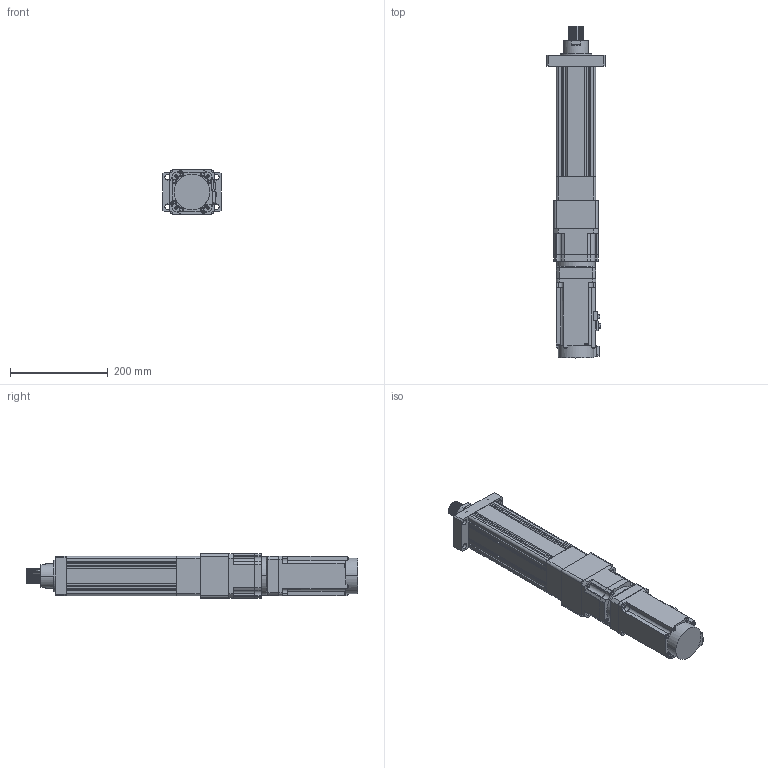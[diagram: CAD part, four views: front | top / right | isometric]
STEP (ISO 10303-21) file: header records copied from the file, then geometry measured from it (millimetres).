
FILE_DESCRIPTION (( 'STEP AP203' ), '1' );
FILE_NAME ('RLA80-10QF-12.7KN-L100-50mm-s.STEP', '2025-02-06T02:39:12', ( '微软用户' ), ( '微软中国' ), 'SwSTEP 2.0', 'SolidWorks 2022', '' );
FILE_SCHEMA (( 'CONFIG_CONTROL_DESIGN' ));
Length unit declared in the file: millimetre
Products named in the file (4): 80缸行程100直连前法兰安装; PGH90-L1-19-70-90-M6-A22; hg-kn73bj_-s100_; RLA80-10QF-12.7KN-L100-50mm-s
Assembly tree (3 placements, depth 2):
  RLA80-10QF-12.7KN-L100-50mm-s
    80缸行程100直连前法兰安装
    PGH90-L1-19-70-90-M6-A22
    hg-kn73bj_-s100_
Bounding box: 120 x 678.5 x 90 mm (x, y, z)
Volume: 3220450.9 mm3; surface area: 427659 mm2
Topology: 22 solids, 23 shells, 971 faces, 2445 edges, 1585 vertices
Faces by surface type: plane 426, cylinder 419, cone 76, torus 45, bspline 5
Entity records: 35208 total; most frequent: CARTESIAN_POINT 11018, DIRECTION 5149, ORIENTED_EDGE 4870, EDGE_CURVE 2435, AXIS2_PLACEMENT_3D 1919, VERTEX_POINT 1585, VECTOR 1311, LINE 1311
